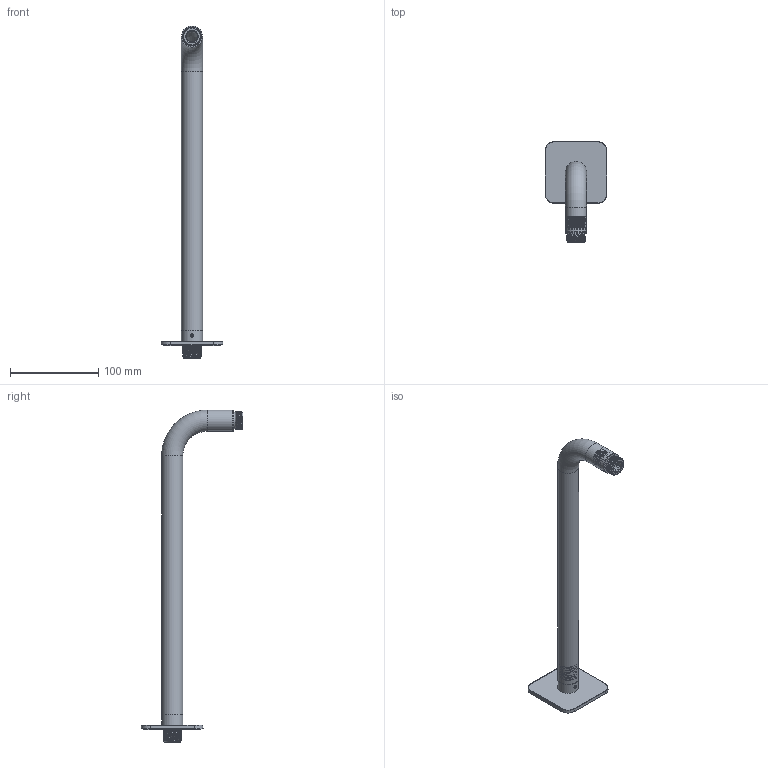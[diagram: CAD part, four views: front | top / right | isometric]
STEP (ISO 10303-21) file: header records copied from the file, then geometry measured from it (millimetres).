
FILE_DESCRIPTION(/* description */ ('Unknown'),/* implementation_level */ '2;1');
FILE_NAME(/* name */ 'GL450-00',/* time_stamp */ '2021-04-12T15:17:02+02:00',/* author */ ('Unknown'),/* organization */ ('Unknown'),/* preprocessor_version */ 'ST-DEVELOPER v16.7',/* originating_system */ 'DEX',/* authorisation */ $);
FILE_SCHEMA (('AUTOMOTIVE_DESIGN {1 0 10303 214 3 1 1}'));
Length unit declared in the file: millimetre
Products named in the file (7): GL450-00; BRACCIO-D24; RACCORDO-SOFFIONE-D24; RACCORDO-BRACCIO-ESTERNO-2; C029010_00200ZZ; C073045; GUARN-H2-PLACCA-ARRESTO-KUKY
Assembly tree (6 placements, depth 2):
  GL450-00
    BRACCIO-D24
    RACCORDO-SOFFIONE-D24
    RACCORDO-BRACCIO-ESTERNO-2
    C029010_00200ZZ
    C073045
    GUARN-H2-PLACCA-ARRESTO-KUKY
Bounding box: 70 x 115 x 377 mm (x, y, z)
Volume: 67634.8 mm3; surface area: 79309.6 mm2
Topology: 6 solids, 6 shells, 355 faces, 947 edges, 622 vertices
Faces by surface type: cylinder 124, plane 109, bspline 77, sphere 20, cone 16, torus 9
Full cylindrical faces by diameter (mm): 12.5 x1, 15 x1, 17 x1, 19 x1, 19.5 x1, 20 x1, 20.8 x10, 21 x33, 21.8 x1, 22 x2, 22.3 x3, 24 x4
Entity records: 23861 total; most frequent: CARTESIAN_POINT 16531, ORIENTED_EDGE 1670, DIRECTION 1163, EDGE_CURVE 835, VERTEX_POINT 585, AXIS2_PLACEMENT_3D 456, EDGE_LOOP 372, FACE_BOUND 372
